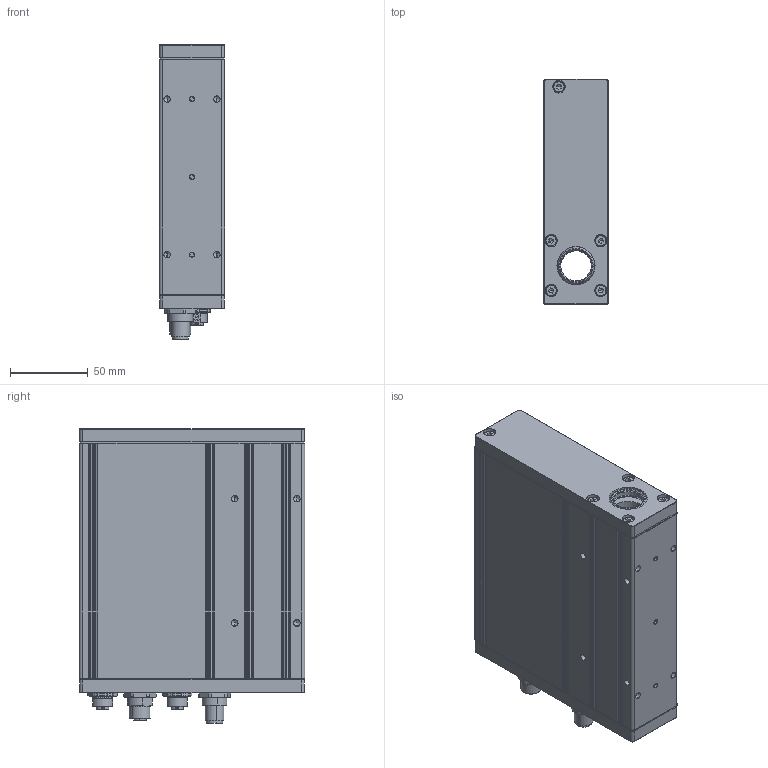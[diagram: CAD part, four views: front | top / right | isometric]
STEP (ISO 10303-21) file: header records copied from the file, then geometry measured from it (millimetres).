
FILE_DESCRIPTION (( 'STEP AP214' ), '1' );
FILE_NAME ('0186-0709_170707_PSD03-37Sx120F-HP-I1150-EC-XC-0S-000.STEP', '2017-07-07T11:19:23', ( 'mittelholzer' ), ( 'Microsoft' ), 'SwSTEP 2.0', 'SolidWorks 2017', '' );
FILE_SCHEMA (( 'AUTOMOTIVE_DESIGN' ));
Length unit declared in the file: millimetre
Products named in the file (1): 0186-0709_170707_PSD03-37Sx120F-HP-I1150-EC-XC-0S-000
Bounding box: 42 x 145 x 189.5 mm (x, y, z)
Surface area: 147661.7 mm2 (no closed solid volume)
Topology: 0 solids, 409 shells, 4011 faces, 12028 edges, 8467 vertices
Faces by surface type: plane 1524, cylinder 1118, bspline 812, cone 501, torus 56
Entity records: 301338 total; most frequent: CARTESIAN_POINT 155370, ORIENTED_EDGE 21682, DIRECTION 18727, EDGE_CURVE 11905, VERTEX_POINT 8467, AXIS2_PLACEMENT_3D 6425, VECTOR 5877, LINE 5877
